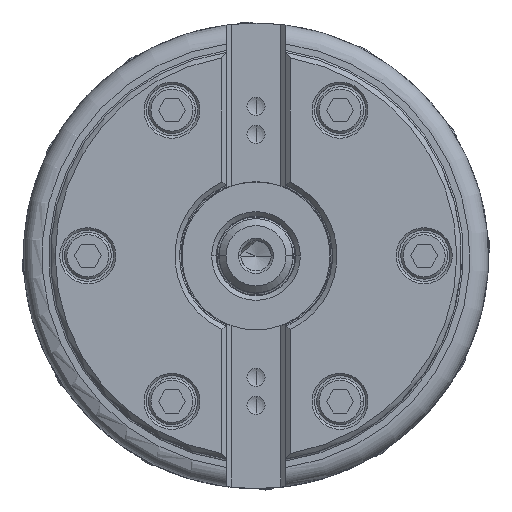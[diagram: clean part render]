
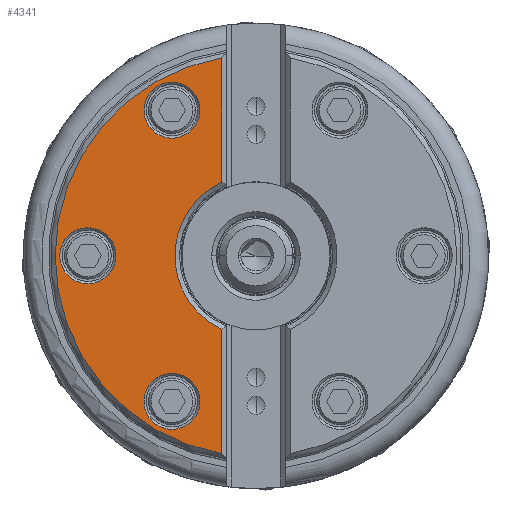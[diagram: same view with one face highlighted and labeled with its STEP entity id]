
A CAD part, top view. The second image highlights one B-rep face of the part: STEP entity #4341.
In plain terms, the highlighted planar face has unit normal (0, 0, 1).
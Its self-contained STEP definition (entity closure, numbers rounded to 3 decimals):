
#2037=PLANE('',#45028);
#2584=FACE_BOUND('',#10168,.T.);
#2585=FACE_BOUND('',#10169,.T.);
#2586=FACE_BOUND('',#10170,.T.);
#2587=FACE_BOUND('',#10171,.T.);
#4341=ADVANCED_FACE('',(#2584,#2585,#2586,#2587),#2037,.T.);
#10168=EDGE_LOOP('',(#19334,#19335,#19336,#19337));
#10169=EDGE_LOOP('',(#19338,#19339,#19340));
#10170=EDGE_LOOP('',(#19341,#19342,#19343));
#10171=EDGE_LOOP('',(#19344,#19345,#19346));
#12815=CIRCLE('',#45009,43.);
#12819=CIRCLE('',#45017,17.375);
#12820=CIRCLE('',#45019,6.);
#12821=CIRCLE('',#45020,6.);
#12822=CIRCLE('',#45021,6.);
#12823=CIRCLE('',#45022,6.);
#12824=CIRCLE('',#45023,6.);
#12825=CIRCLE('',#45024,6.);
#12826=CIRCLE('',#45025,6.);
#12827=CIRCLE('',#45026,6.);
#12828=CIRCLE('',#45027,6.);
#19334=ORIENTED_EDGE('',*,*,#33065,.F.);
#19335=ORIENTED_EDGE('',*,*,#33062,.F.);
#19336=ORIENTED_EDGE('',*,*,#33047,.F.);
#19337=ORIENTED_EDGE('',*,*,#33045,.F.);
#19338=ORIENTED_EDGE('',*,*,#33066,.F.);
#19339=ORIENTED_EDGE('',*,*,#33067,.F.);
#19340=ORIENTED_EDGE('',*,*,#33068,.F.);
#19341=ORIENTED_EDGE('',*,*,#33069,.F.);
#19342=ORIENTED_EDGE('',*,*,#33070,.F.);
#19343=ORIENTED_EDGE('',*,*,#33071,.F.);
#19344=ORIENTED_EDGE('',*,*,#33072,.F.);
#19345=ORIENTED_EDGE('',*,*,#33073,.F.);
#19346=ORIENTED_EDGE('',*,*,#33074,.F.);
#28342=VERTEX_POINT('',#76614);
#28343=VERTEX_POINT('',#76616);
#28344=VERTEX_POINT('',#76625);
#28356=VERTEX_POINT('',#76705);
#28357=VERTEX_POINT('',#76717);
#28358=VERTEX_POINT('',#76718);
#28359=VERTEX_POINT('',#76720);
#28360=VERTEX_POINT('',#76723);
#28361=VERTEX_POINT('',#76724);
#28362=VERTEX_POINT('',#76726);
#28363=VERTEX_POINT('',#76729);
#28364=VERTEX_POINT('',#76730);
#28365=VERTEX_POINT('',#76732);
#33045=EDGE_CURVE('',#28342,#28343,#37633,.T.);
#33047=EDGE_CURVE('',#28343,#28344,#12815,.T.);
#33062=EDGE_CURVE('',#28344,#28356,#37642,.T.);
#33065=EDGE_CURVE('',#28356,#28342,#12819,.T.);
#33066=EDGE_CURVE('',#28357,#28358,#12820,.T.);
#33067=EDGE_CURVE('',#28359,#28357,#12821,.T.);
#33068=EDGE_CURVE('',#28358,#28359,#12822,.T.);
#33069=EDGE_CURVE('',#28360,#28361,#12823,.T.);
#33070=EDGE_CURVE('',#28362,#28360,#12824,.T.);
#33071=EDGE_CURVE('',#28361,#28362,#12825,.T.);
#33072=EDGE_CURVE('',#28363,#28364,#12826,.T.);
#33073=EDGE_CURVE('',#28365,#28363,#12827,.T.);
#33074=EDGE_CURVE('',#28364,#28365,#12828,.T.);
#37633=LINE('',#76615,#39998);
#37642=LINE('',#76704,#40007);
#39998=VECTOR('',#52973,1.);
#40007=VECTOR('',#52996,1.);
#45009=AXIS2_PLACEMENT_3D('',#76624,#52976,#52977);
#45017=AXIS2_PLACEMENT_3D('',#76714,#53001,#53002);
#45019=AXIS2_PLACEMENT_3D('',#76716,#53005,#53006);
#45020=AXIS2_PLACEMENT_3D('',#76719,#53007,#53008);
#45021=AXIS2_PLACEMENT_3D('',#76721,#53009,#53010);
#45022=AXIS2_PLACEMENT_3D('',#76722,#53011,#53012);
#45023=AXIS2_PLACEMENT_3D('',#76725,#53013,#53014);
#45024=AXIS2_PLACEMENT_3D('',#76727,#53015,#53016);
#45025=AXIS2_PLACEMENT_3D('',#76728,#53017,#53018);
#45026=AXIS2_PLACEMENT_3D('',#76731,#53019,#53020);
#45027=AXIS2_PLACEMENT_3D('',#76733,#53021,#53022);
#45028=AXIS2_PLACEMENT_3D('',#76734,#53023,#53024);
#52973=DIRECTION('',(0.,-1.,0.));
#52976=DIRECTION('',(0.,0.,-1.));
#52977=DIRECTION('',(-0.171,-0.985,0.));
#52996=DIRECTION('',(0.,-1.,0.));
#53001=DIRECTION('',(0.,0.,1.));
#53002=DIRECTION('',(-0.423,0.906,0.));
#53005=DIRECTION('',(0.,0.,1.));
#53006=DIRECTION('',(0.707,-0.707,0.));
#53007=DIRECTION('',(0.,0.,1.));
#53008=DIRECTION('',(0.259,-0.966,0.));
#53009=DIRECTION('',(0.,0.,1.));
#53010=DIRECTION('',(-0.259,0.966,0.));
#53011=DIRECTION('',(0.,0.,1.));
#53012=DIRECTION('',(0.707,-0.707,0.));
#53013=DIRECTION('',(0.,0.,1.));
#53014=DIRECTION('',(-0.707,-0.707,0.));
#53015=DIRECTION('',(0.,0.,1.));
#53016=DIRECTION('',(0.707,0.707,0.));
#53017=DIRECTION('',(0.,0.,1.));
#53018=DIRECTION('',(0.966,-0.259,0.));
#53019=DIRECTION('',(0.,0.,1.));
#53020=DIRECTION('',(0.707,-0.707,0.));
#53021=DIRECTION('',(0.,0.,1.));
#53022=DIRECTION('',(-0.966,0.259,0.));
#53023=DIRECTION('',(0.,0.,1.));
#53024=DIRECTION('',(0.707,0.707,0.));
#76614=CARTESIAN_POINT('',(-7.35,-15.744,0.));
#76615=CARTESIAN_POINT('',(-7.35,-15.744,0.));
#76616=CARTESIAN_POINT('',(-7.35,-42.367,0.));
#76624=CARTESIAN_POINT('',(0.,0.,0.));
#76625=CARTESIAN_POINT('',(-7.35,42.367,0.));
#76704=CARTESIAN_POINT('',(-7.35,42.367,0.));
#76705=CARTESIAN_POINT('',(-7.35,15.744,0.));
#76714=CARTESIAN_POINT('',(0.,0.,0.));
#76716=CARTESIAN_POINT('',(-18.,-31.177,0.));
#76717=CARTESIAN_POINT('',(-13.757,-35.42,0.));
#76718=CARTESIAN_POINT('',(-19.553,-25.381,0.));
#76719=CARTESIAN_POINT('',(-18.,-31.177,0.));
#76720=CARTESIAN_POINT('',(-16.447,-36.972,0.));
#76721=CARTESIAN_POINT('',(-18.,-31.177,0.));
#76722=CARTESIAN_POINT('',(-36.,0.,0.));
#76723=CARTESIAN_POINT('',(-31.757,-4.243,0.));
#76724=CARTESIAN_POINT('',(-31.757,4.243,0.));
#76725=CARTESIAN_POINT('',(-36.,0.,0.));
#76726=CARTESIAN_POINT('',(-40.243,-4.243,0.));
#76727=CARTESIAN_POINT('',(-36.,0.,0.));
#76728=CARTESIAN_POINT('',(-18.,31.177,0.));
#76729=CARTESIAN_POINT('',(-12.204,29.624,0.));
#76730=CARTESIAN_POINT('',(-23.796,32.73,0.));
#76731=CARTESIAN_POINT('',(-18.,31.177,0.));
#76732=CARTESIAN_POINT('',(-13.757,26.934,0.));
#76733=CARTESIAN_POINT('',(-18.,31.177,0.));
#76734=CARTESIAN_POINT('',(-12.91,0.,0.));
